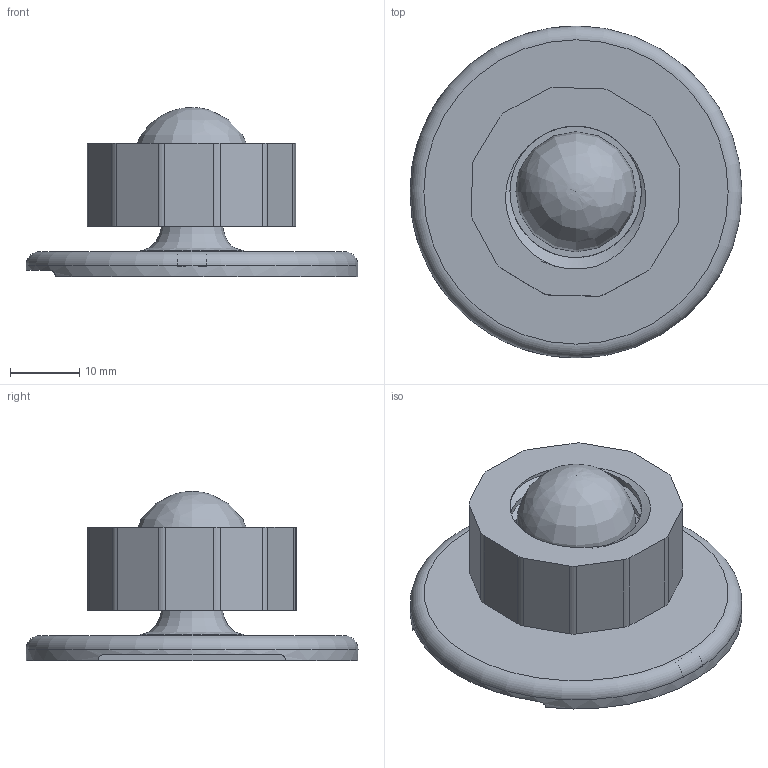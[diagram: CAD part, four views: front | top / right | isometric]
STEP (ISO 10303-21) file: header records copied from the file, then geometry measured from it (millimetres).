
FILE_DESCRIPTION(/* description */ ('Designed by EasyEDA Pro'),/* implementation_level */ '2;1');
FILE_NAME(/* name */ '',/* time_stamp */ '2024-10-31T18:56:19+08:00',/* author */ (''),/* organization */ (''),/* preprocessor_version */ 'ST-DEVELOPER v20',/* originating_system */ 'Autodesk Translation Framework v13.20.0.188',/* authorisation */ '');
FILE_SCHEMA (('AUTOMOTIVE_DESIGN { 1 0 10303 214 3 1 1 }'));
Length unit declared in the file: millimetre
Products named in the file (4): PCBModel; 传感器48mm_普通usb_上盖; 连接螺母; 连接球
Assembly tree (3 placements, depth 2):
  PCBModel
    传感器48mm_普通usb_上盖
    连接螺母
    连接球
Bounding box: 48 x 48 x 24.45 mm (x, y, z)
Volume: 14737.1 mm3; surface area: 8870.5 mm2
Topology: 3 solids, 3 shells, 67 faces, 176 edges, 117 vertices
Faces by surface type: plane 34, cylinder 27, bspline 4, torus 1, cone 1
Full cylindrical faces by diameter (mm): 15 x1, 19.002 x2, 22.339 x3, 48 x1
Entity records: 3594 total; most frequent: CARTESIAN_POINT 1831, ORIENTED_EDGE 350, DIRECTION 334, EDGE_CURVE 175, VERTEX_POINT 117, AXIS2_PLACEMENT_3D 116, LINE 102, VECTOR 102
